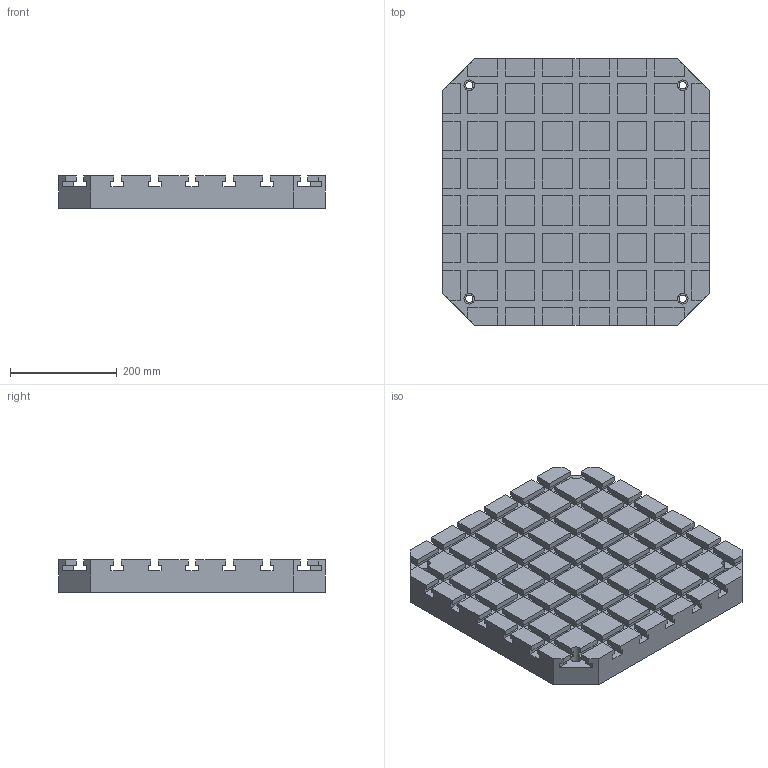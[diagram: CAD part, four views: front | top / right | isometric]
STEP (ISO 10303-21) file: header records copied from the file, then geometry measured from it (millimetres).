
FILE_DESCRIPTION(('STEP AP214'),'1');
FILE_NAME('halderv_eh_1100_800.stp','2017-02-01T10:58:22',('TraceParts'),('TraceParts S.A.'),'Spatial InterOp 3D',' ',' ');
FILE_SCHEMA(('automotive_design'));
Length unit declared in the file: millimetre
Products named in the file (1): 1
Bounding box: 500 x 500 x 60 mm (x, y, z)
Volume: 12261114.2 mm3; surface area: 893574.9 mm2
Topology: 1 solids, 1 shells, 592 faces, 1560 edges, 1040 vertices
Faces by surface type: plane 568, cylinder 24
Entity records: 35724 total; most frequent: STYLED_ITEM 3193, PRESENTATION_STYLE_ASSIGNMENT 3193, CARTESIAN_POINT 3193, COLOUR_RGB 3193, ORIENTED_EDGE 3120, DIRECTION 2810, EDGE_CURVE 1560, CURVE_STYLE 1560
